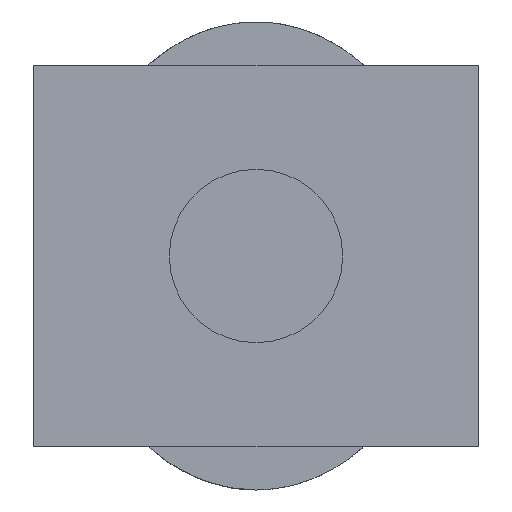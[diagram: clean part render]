
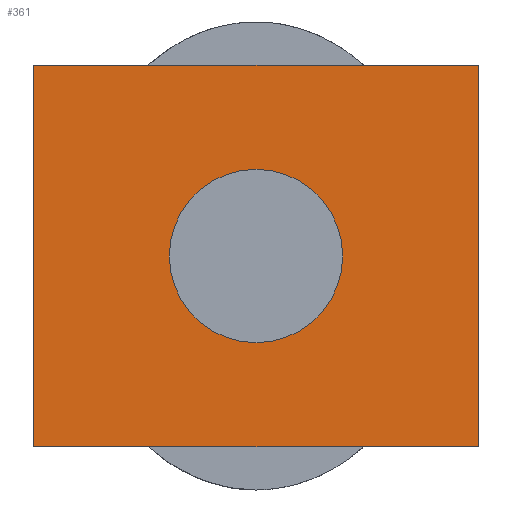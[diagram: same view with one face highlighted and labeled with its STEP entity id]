
A CAD part, left-side view. The second image highlights one B-rep face of the part: STEP entity #361.
In plain terms, the highlighted planar face has unit normal (-1, 0, 0).
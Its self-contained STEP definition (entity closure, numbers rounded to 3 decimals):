
#245 = EDGE_CURVE('',#246,#248,#250,.T.);
#246 = VERTEX_POINT('',#247);
#247 = CARTESIAN_POINT('',(-14.85,7.7,0.));
#248 = VERTEX_POINT('',#249);
#249 = CARTESIAN_POINT('',(-14.85,7.7,13.2));
#250 = SURFACE_CURVE('',#251,(#255,#267),.PCURVE_S1.);
#251 = LINE('',#252,#253);
#252 = CARTESIAN_POINT('',(-14.85,7.7,0.));
#253 = VECTOR('',#254,1.);
#254 = DIRECTION('',(0.,0.,1.));
#255 = PCURVE('',#256,#261);
#256 = PLANE('',#257);
#257 = AXIS2_PLACEMENT_3D('',#258,#259,#260);
#258 = CARTESIAN_POINT('',(-14.85,7.7,0.));
#259 = DIRECTION('',(0.,1.,0.));
#260 = DIRECTION('',(1.,0.,0.));
#261 = DEFINITIONAL_REPRESENTATION('',(#262),#266);
#262 = LINE('',#263,#264);
#263 = CARTESIAN_POINT('',(0.,0.));
#264 = VECTOR('',#265,1.);
#265 = DIRECTION('',(0.,-1.));
#266 = ( GEOMETRIC_REPRESENTATION_CONTEXT(2) 
PARAMETRIC_REPRESENTATION_CONTEXT() REPRESENTATION_CONTEXT('2D SPACE',''
  ) );
#267 = PCURVE('',#268,#273);
#268 = PLANE('',#269);
#269 = AXIS2_PLACEMENT_3D('',#270,#271,#272);
#270 = CARTESIAN_POINT('',(-14.85,-7.7,0.));
#271 = DIRECTION('',(-1.,0.,0.));
#272 = DIRECTION('',(0.,1.,0.));
#273 = DEFINITIONAL_REPRESENTATION('',(#274),#278);
#274 = LINE('',#275,#276);
#275 = CARTESIAN_POINT('',(15.4,0.));
#276 = VECTOR('',#277,1.);
#277 = DIRECTION('',(0.,-1.));
#278 = ( GEOMETRIC_REPRESENTATION_CONTEXT(2) 
PARAMETRIC_REPRESENTATION_CONTEXT() REPRESENTATION_CONTEXT('2D SPACE',''
  ) );
#296 = PLANE('',#297);
#297 = AXIS2_PLACEMENT_3D('',#298,#299,#300);
#298 = CARTESIAN_POINT('',(0.,0.,13.2));
#299 = DIRECTION('',(-0.,-0.,-1.));
#300 = DIRECTION('',(-1.,0.,0.));
#350 = PLANE('',#351);
#351 = AXIS2_PLACEMENT_3D('',#352,#353,#354);
#352 = CARTESIAN_POINT('',(0.,0.,0.));
#353 = DIRECTION('',(-0.,-0.,-1.));
#354 = DIRECTION('',(-1.,0.,0.));
#361 = ADVANCED_FACE('',(#362,#437),#268,.T.);
#362 = FACE_BOUND('',#363,.T.);
#363 = EDGE_LOOP('',(#364,#394,#415,#416));
#364 = ORIENTED_EDGE('',*,*,#365,.T.);
#365 = EDGE_CURVE('',#366,#368,#370,.T.);
#366 = VERTEX_POINT('',#367);
#367 = CARTESIAN_POINT('',(-14.85,-7.7,0.));
#368 = VERTEX_POINT('',#369);
#369 = CARTESIAN_POINT('',(-14.85,-7.7,13.2));
#370 = SURFACE_CURVE('',#371,(#375,#382),.PCURVE_S1.);
#371 = LINE('',#372,#373);
#372 = CARTESIAN_POINT('',(-14.85,-7.7,0.));
#373 = VECTOR('',#374,1.);
#374 = DIRECTION('',(0.,0.,1.));
#375 = PCURVE('',#268,#376);
#376 = DEFINITIONAL_REPRESENTATION('',(#377),#381);
#377 = LINE('',#378,#379);
#378 = CARTESIAN_POINT('',(0.,0.));
#379 = VECTOR('',#380,1.);
#380 = DIRECTION('',(0.,-1.));
#381 = ( GEOMETRIC_REPRESENTATION_CONTEXT(2) 
PARAMETRIC_REPRESENTATION_CONTEXT() REPRESENTATION_CONTEXT('2D SPACE',''
  ) );
#382 = PCURVE('',#383,#388);
#383 = PLANE('',#384);
#384 = AXIS2_PLACEMENT_3D('',#385,#386,#387);
#385 = CARTESIAN_POINT('',(14.85,-7.7,0.));
#386 = DIRECTION('',(0.,-1.,0.));
#387 = DIRECTION('',(-1.,0.,0.));
#388 = DEFINITIONAL_REPRESENTATION('',(#389),#393);
#389 = LINE('',#390,#391);
#390 = CARTESIAN_POINT('',(29.7,0.));
#391 = VECTOR('',#392,1.);
#392 = DIRECTION('',(0.,-1.));
#393 = ( GEOMETRIC_REPRESENTATION_CONTEXT(2) 
PARAMETRIC_REPRESENTATION_CONTEXT() REPRESENTATION_CONTEXT('2D SPACE',''
  ) );
#394 = ORIENTED_EDGE('',*,*,#395,.T.);
#395 = EDGE_CURVE('',#368,#248,#396,.T.);
#396 = SURFACE_CURVE('',#397,(#401,#408),.PCURVE_S1.);
#397 = LINE('',#398,#399);
#398 = CARTESIAN_POINT('',(-14.85,-7.7,13.2));
#399 = VECTOR('',#400,1.);
#400 = DIRECTION('',(0.,1.,0.));
#401 = PCURVE('',#268,#402);
#402 = DEFINITIONAL_REPRESENTATION('',(#403),#407);
#403 = LINE('',#404,#405);
#404 = CARTESIAN_POINT('',(0.,-13.2));
#405 = VECTOR('',#406,1.);
#406 = DIRECTION('',(1.,0.));
#407 = ( GEOMETRIC_REPRESENTATION_CONTEXT(2) 
PARAMETRIC_REPRESENTATION_CONTEXT() REPRESENTATION_CONTEXT('2D SPACE',''
  ) );
#408 = PCURVE('',#296,#409);
#409 = DEFINITIONAL_REPRESENTATION('',(#410),#414);
#410 = LINE('',#411,#412);
#411 = CARTESIAN_POINT('',(14.85,-7.7));
#412 = VECTOR('',#413,1.);
#413 = DIRECTION('',(0.,1.));
#414 = ( GEOMETRIC_REPRESENTATION_CONTEXT(2) 
PARAMETRIC_REPRESENTATION_CONTEXT() REPRESENTATION_CONTEXT('2D SPACE',''
  ) );
#415 = ORIENTED_EDGE('',*,*,#245,.F.);
#416 = ORIENTED_EDGE('',*,*,#417,.F.);
#417 = EDGE_CURVE('',#366,#246,#418,.T.);
#418 = SURFACE_CURVE('',#419,(#423,#430),.PCURVE_S1.);
#419 = LINE('',#420,#421);
#420 = CARTESIAN_POINT('',(-14.85,-7.7,0.));
#421 = VECTOR('',#422,1.);
#422 = DIRECTION('',(0.,1.,0.));
#423 = PCURVE('',#268,#424);
#424 = DEFINITIONAL_REPRESENTATION('',(#425),#429);
#425 = LINE('',#426,#427);
#426 = CARTESIAN_POINT('',(0.,0.));
#427 = VECTOR('',#428,1.);
#428 = DIRECTION('',(1.,0.));
#429 = ( GEOMETRIC_REPRESENTATION_CONTEXT(2) 
PARAMETRIC_REPRESENTATION_CONTEXT() REPRESENTATION_CONTEXT('2D SPACE',''
  ) );
#430 = PCURVE('',#350,#431);
#431 = DEFINITIONAL_REPRESENTATION('',(#432),#436);
#432 = LINE('',#433,#434);
#433 = CARTESIAN_POINT('',(14.85,-7.7));
#434 = VECTOR('',#435,1.);
#435 = DIRECTION('',(0.,1.));
#436 = ( GEOMETRIC_REPRESENTATION_CONTEXT(2) 
PARAMETRIC_REPRESENTATION_CONTEXT() REPRESENTATION_CONTEXT('2D SPACE',''
  ) );
#437 = FACE_BOUND('',#438,.T.);
#438 = EDGE_LOOP('',(#439));
#439 = ORIENTED_EDGE('',*,*,#440,.F.);
#440 = EDGE_CURVE('',#441,#441,#443,.T.);
#441 = VERTEX_POINT('',#442);
#442 = CARTESIAN_POINT('',(-14.85,-3.,6.6));
#443 = SURFACE_CURVE('',#444,(#449,#456),.PCURVE_S1.);
#444 = CIRCLE('',#445,3.);
#445 = AXIS2_PLACEMENT_3D('',#446,#447,#448);
#446 = CARTESIAN_POINT('',(-14.85,0.,6.6));
#447 = DIRECTION('',(-1.,0.,0.));
#448 = DIRECTION('',(0.,-1.,0.));
#449 = PCURVE('',#268,#450);
#450 = DEFINITIONAL_REPRESENTATION('',(#451),#455);
#451 = CIRCLE('',#452,3.);
#452 = AXIS2_PLACEMENT_2D('',#453,#454);
#453 = CARTESIAN_POINT('',(7.7,-6.6));
#454 = DIRECTION('',(-1.,0.));
#455 = ( GEOMETRIC_REPRESENTATION_CONTEXT(2) 
PARAMETRIC_REPRESENTATION_CONTEXT() REPRESENTATION_CONTEXT('2D SPACE',''
  ) );
#456 = PCURVE('',#457,#462);
#457 = CYLINDRICAL_SURFACE('',#458,3.);
#458 = AXIS2_PLACEMENT_3D('',#459,#460,#461);
#459 = CARTESIAN_POINT('',(-14.85,0.,6.6));
#460 = DIRECTION('',(-1.,0.,0.));
#461 = DIRECTION('',(0.,-1.,0.));
#462 = DEFINITIONAL_REPRESENTATION('',(#463),#467);
#463 = LINE('',#464,#465);
#464 = CARTESIAN_POINT('',(0.,0.));
#465 = VECTOR('',#466,1.);
#466 = DIRECTION('',(1.,0.));
#467 = ( GEOMETRIC_REPRESENTATION_CONTEXT(2) 
PARAMETRIC_REPRESENTATION_CONTEXT() REPRESENTATION_CONTEXT('2D SPACE',''
  ) );
